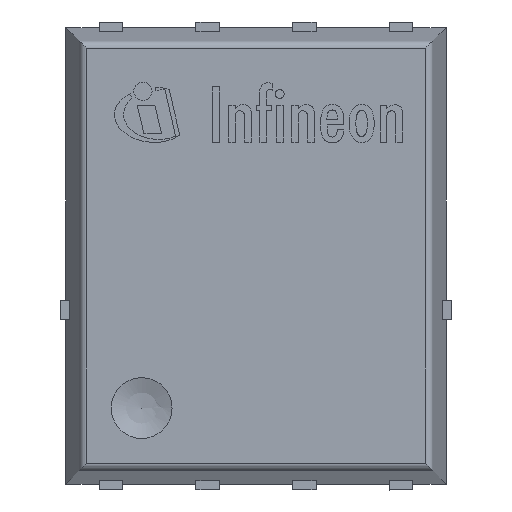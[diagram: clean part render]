
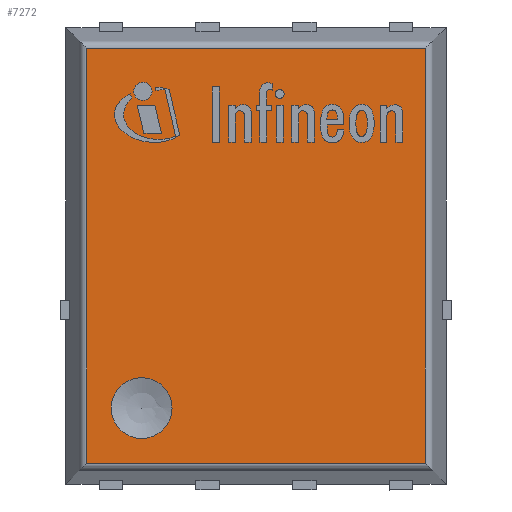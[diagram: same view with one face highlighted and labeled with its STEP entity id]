
A CAD part, top view. The second image highlights one B-rep face of the part: STEP entity #7272.
In plain terms, the highlighted planar face has unit normal (0, 0, 1).
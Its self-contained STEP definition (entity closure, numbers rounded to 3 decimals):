
#41=FACE_BOUND('',#1032,.T.);
#42=FACE_BOUND('',#1033,.T.);
#266=CIRCLE('',#7706,0.4);
#1032=EDGE_LOOP('',(#5255));
#1033=EDGE_LOOP('',(#5256,#5257,#5258,#5259));
#1592=LINE('',#11033,#2387);
#1595=LINE('',#11042,#2390);
#1597=LINE('',#11047,#2392);
#1598=LINE('',#11050,#2393);
#2387=VECTOR('',#8753,5.446);
#2390=VECTOR('',#8762,4.446);
#2392=VECTOR('',#8768,5.446);
#2393=VECTOR('',#8773,4.446);
#3107=VERTEX_POINT('',#11028);
#3108=VERTEX_POINT('',#11031);
#3109=VERTEX_POINT('',#11032);
#3112=VERTEX_POINT('',#11041);
#3113=VERTEX_POINT('',#11046);
#3917=EDGE_CURVE('',#3107,#3107,#266,.T.);
#3918=EDGE_CURVE('',#3108,#3109,#1592,.T.);
#3923=EDGE_CURVE('',#3109,#3112,#1595,.T.);
#3926=EDGE_CURVE('',#3112,#3113,#1597,.T.);
#3928=EDGE_CURVE('',#3113,#3108,#1598,.T.);
#5255=ORIENTED_EDGE('',*,*,#3917,.T.);
#5256=ORIENTED_EDGE('',*,*,#3918,.F.);
#5257=ORIENTED_EDGE('',*,*,#3928,.F.);
#5258=ORIENTED_EDGE('',*,*,#3926,.F.);
#5259=ORIENTED_EDGE('',*,*,#3923,.F.);
#7015=PLANE('',#7716);
#7272=ADVANCED_FACE('',(#41,#42),#7015,.T.);
#7706=AXIS2_PLACEMENT_3D('',#11029,#8749,#8750);
#7716=AXIS2_PLACEMENT_3D('',#11053,#8777,#8778);
#8749=DIRECTION('center_axis',(0.,0.,-1.));
#8750=DIRECTION('ref_axis',(0.,1.,0.));
#8753=DIRECTION('',(0.,-1.,0.));
#8762=DIRECTION('',(-1.,0.,0.));
#8768=DIRECTION('',(0.,1.,0.));
#8773=DIRECTION('',(1.,0.,0.));
#8777=DIRECTION('center_axis',(0.,0.,1.));
#8778=DIRECTION('ref_axis',(1.,0.,0.));
#11028=CARTESIAN_POINT('',(-1.503,-2.4,1.));
#11029=CARTESIAN_POINT('Origin',(-1.503,-2.,1.));
#11031=CARTESIAN_POINT('',(2.223,2.723,1.));
#11032=CARTESIAN_POINT('',(2.223,-2.723,1.));
#11033=CARTESIAN_POINT('',(2.223,1.5,1.));
#11041=CARTESIAN_POINT('',(-2.223,-2.723,1.));
#11042=CARTESIAN_POINT('',(1.25,-2.723,1.));
#11046=CARTESIAN_POINT('',(-2.223,2.723,1.));
#11047=CARTESIAN_POINT('',(-2.223,-1.5,1.));
#11050=CARTESIAN_POINT('',(-1.25,2.723,1.));
#11053=CARTESIAN_POINT('Origin',(0.,0.,1.));
